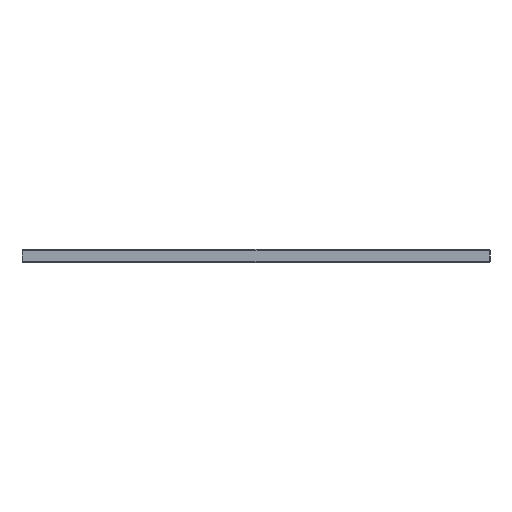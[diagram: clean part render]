
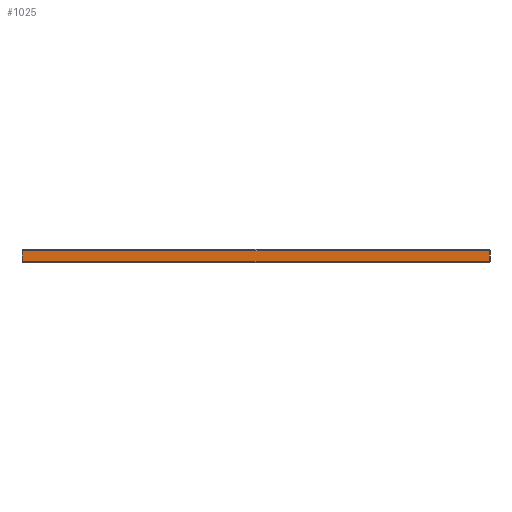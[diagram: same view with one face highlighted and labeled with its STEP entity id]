
A CAD part, left-side view. The second image highlights one B-rep face of the part: STEP entity #1025.
In plain terms, the highlighted planar face has unit normal (-1, 0, 0).
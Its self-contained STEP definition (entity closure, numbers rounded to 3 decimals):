
#207 = CARTESIAN_POINT ( 'NONE',  ( 0., 1.141, 1. ) ) ;
#683 = CARTESIAN_POINT ( 'NONE',  ( 0., 1.707, 14.5 ) ) ;
#723 = DIRECTION ( 'NONE',  ( 0., 0., 1. ) ) ;
#726 = DIRECTION ( 'NONE',  ( 1., 0., 0. ) ) ;
#858 = EDGE_LOOP ( 'NONE', ( #3383, #1571, #1597, #2141 ) ) ;
#869 = VECTOR ( 'NONE', #1651, 1000. ) ;
#884 = LINE ( 'NONE', #1890, #1002 ) ;
#1002 = VECTOR ( 'NONE', #1594, 1000. ) ;
#1025 = ADVANCED_FACE ( 'NONE', ( #1143 ), #3727, .F. ) ;
#1061 = DIRECTION ( 'NONE',  ( 0., 1., 0. ) ) ;
#1143 = FACE_OUTER_BOUND ( 'NONE', #858, .T. ) ;
#1178 = CARTESIAN_POINT ( 'NONE',  ( 0., 597.859, 1. ) ) ;
#1349 = LINE ( 'NONE', #2643, #2830 ) ;
#1506 = CARTESIAN_POINT ( 'NONE',  ( 0., 1.141, 14.5 ) ) ;
#1571 = ORIENTED_EDGE ( 'NONE', *, *, #2821, .F. ) ;
#1594 = DIRECTION ( 'NONE',  ( 0., 0., 1. ) ) ;
#1597 = ORIENTED_EDGE ( 'NONE', *, *, #2515, .F. ) ;
#1646 = VERTEX_POINT ( 'NONE', #1178 ) ;
#1651 = DIRECTION ( 'NONE',  ( 0., 1., 0. ) ) ;
#1654 = VERTEX_POINT ( 'NONE', #207 ) ;
#1890 = CARTESIAN_POINT ( 'NONE',  ( 0., 1.141, 1. ) ) ;
#2007 = DIRECTION ( 'NONE',  ( 0., 0., -1. ) ) ;
#2141 = ORIENTED_EDGE ( 'NONE', *, *, #4134, .T. ) ;
#2452 = AXIS2_PLACEMENT_3D ( 'NONE', #2998, #726, #2007 ) ;
#2515 = EDGE_CURVE ( 'NONE', #1654, #1646, #1349, .T. ) ;
#2635 = CARTESIAN_POINT ( 'NONE',  ( 0., 597.859, 1. ) ) ;
#2643 = CARTESIAN_POINT ( 'NONE',  ( 0., 599., 1. ) ) ;
#2707 = LINE ( 'NONE', #2635, #3363 ) ;
#2821 = EDGE_CURVE ( 'NONE', #1646, #3208, #2707, .T. ) ;
#2830 = VECTOR ( 'NONE', #1061, 1000. ) ;
#2998 = CARTESIAN_POINT ( 'NONE',  ( 0., 0., 0. ) ) ;
#3208 = VERTEX_POINT ( 'NONE', #3754 ) ;
#3240 = VERTEX_POINT ( 'NONE', #1506 ) ;
#3363 = VECTOR ( 'NONE', #723, 1000. ) ;
#3383 = ORIENTED_EDGE ( 'NONE', *, *, #3997, .T. ) ;
#3727 = PLANE ( 'NONE',  #2452 ) ;
#3754 = CARTESIAN_POINT ( 'NONE',  ( 0., 597.859, 14.5 ) ) ;
#3914 = LINE ( 'NONE', #683, #869 ) ;
#3997 = EDGE_CURVE ( 'NONE', #3240, #3208, #3914, .T. ) ;
#4134 = EDGE_CURVE ( 'NONE', #1654, #3240, #884, .T. ) ;
